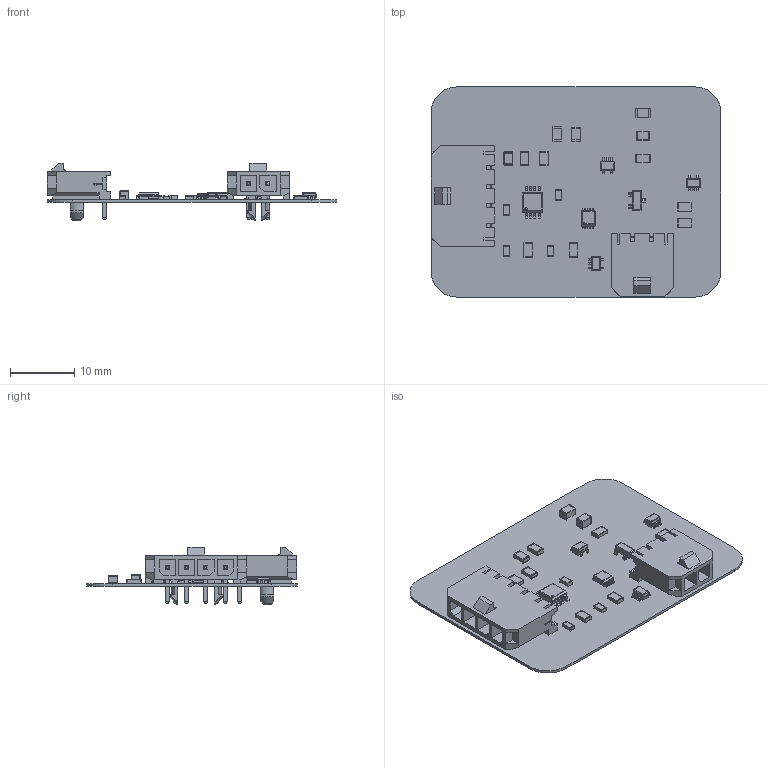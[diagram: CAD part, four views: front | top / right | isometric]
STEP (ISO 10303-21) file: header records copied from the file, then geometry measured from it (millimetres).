
FILE_DESCRIPTION(('Open CASCADE Model'),'2;1');
FILE_NAME('Open CASCADE Shape Model','2020-01-27T22:43:55',('Author'),( 'Open CASCADE'),'Open CASCADE STEP processor 6.8','Open CASCADE 6.8' ,'Unknown');
FILE_SCHEMA(('AUTOMOTIVE_DESIGN { 1 0 10303 214 1 1 1 1 }'));
Length unit declared in the file: millimetre
Products named in the file (121): PCB; Board; Open CASCADE STEP translator 6.8 1.1.1; J1; 436500400; Open CASCADE STEP translator 6.8 1.2.1.1; Open CASCADE STEP translator 6.8 1.2.1.2; J2; 436500200; Open CASCADE STEP translator 6.8 1.3.1.1; Open CASCADE STEP translator 6.8 1.3.1.2; F2; 6748560320; Mid_Body; Terminal; Open_CASCADE_STEP_translator_6.8_7.2.1; Mark; R2; 6748554480; Open_CASCADE_STEP_translator_6.8_5.2.1; R1; 6748560720; F1; 6748560640; U5; 6748553840; Body; Open_CASCADE_STEP_translator_6.8_1.1.1; Leader; R5; 6748568320; Open_CASCADE_STEP_translator_6.8_1.2.1; C2; 6748568080; Open_CASCADE_STEP_translator_6.8_2.1.1; Open_CASCADE_STEP_translator_6.8_2.1.2; Open_CASCADE_STEP_translator_6.8_2.2.1; U1; 6748553600; Open_CASCADE_STEP_translator_6.8_3.1 ...
Assembly tree (162 placements, depth 5):
  PCB
    Board
      Open CASCADE STEP translator 6.8 1.1.1
    J1
      436500400
        Open CASCADE STEP translator 6.8 1.2.1.1
        Open CASCADE STEP translator 6.8 1.2.1.2
    J2
      436500200
        Open CASCADE STEP translator 6.8 1.3.1.1
        Open CASCADE STEP translator 6.8 1.3.1.2
    F2
      6748560320
        Mid_Body
        Terminal  x2
          Open_CASCADE_STEP_translator_6.8_7.2.1
        Mark
    R2
      6748554480
        Mid_Body
        Terminal  x2
          Open_CASCADE_STEP_translator_6.8_5.2.1
        Mark
    R1
      6748560720
        Mid_Body
        Terminal  x2
          Open_CASCADE_STEP_translator_6.8_5.2.1
        Mark
    F1
      6748560640
        Mid_Body
        Terminal  x2
          Open_CASCADE_STEP_translator_6.8_7.2.1
        Mark
    U5
      6748553840
        Body
          Open_CASCADE_STEP_translator_6.8_1.1.1
        Leader  x5
    R5
      6748568320
        Mid_Body
        Terminal  x2
          Open_CASCADE_STEP_translator_6.8_1.2.1
        Mark
    C2
      6748568080
        Terminal
          Open_CASCADE_STEP_translator_6.8_2.1.1
          Open_CASCADE_STEP_translator_6.8_2.1.2
        Mid_Body
          Open_CASCADE_STEP_translator_6.8_2.2.1
    U1
      6748553600
        Open_CASCADE_STEP_translator_6.8_3.1
        Body
          Open_CASCADE_STEP_translator_6.8_3.2.1
        Leader  x8
    U4
Bounding box: 45 x 32.6 x 8.9 mm (x, y, z)
Volume: 1315.1 mm3; surface area: 4958.7 mm2
Topology: 107 solids, 109 shells, 2112 faces, 4713 edges, 2787 vertices
Faces by surface type: plane 1612, cylinder 376, sphere 68, bspline 52, cone 4
Full cylindrical faces by diameter (mm): 0.3 x1, 0.388 x1, 1.02 x6, 3 x3
Entity records: 42309 total; most frequent: CARTESIAN_POINT 11069, DIRECTION 5906, ORIENTED_EDGE 5832, EDGE_CURVE 2917, LINE 2358, VECTOR 2358, AXIS2_PLACEMENT_3D 1774, VERTEX_POINT 1743
